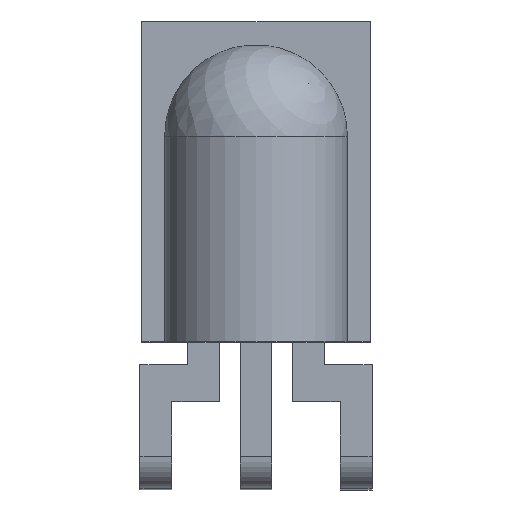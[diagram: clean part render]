
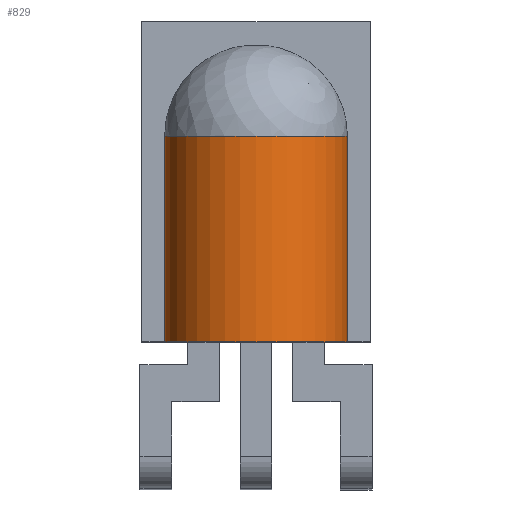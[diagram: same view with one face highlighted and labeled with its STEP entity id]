
A CAD part, top view. The second image highlights one B-rep face of the part: STEP entity #829.
In plain terms, the highlighted cylindrical face has radius 2 mm (diameter 4 mm), a partial arc.
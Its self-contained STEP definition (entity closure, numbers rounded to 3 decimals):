
#92=FACE_OUTER_BOUND('',#135,.T.);
#135=EDGE_LOOP('',(#741,#742,#743,#744));
#235=LINE('',#1353,#334);
#236=LINE('',#1356,#335);
#334=VECTOR('',#1112,1000.);
#335=VECTOR('',#1115,1000.);
#356=CIRCLE('',#892,2.);
#357=CIRCLE('',#903,2.);
#421=VERTEX_POINT('',#1309);
#424=VERTEX_POINT('',#1314);
#433=VERTEX_POINT('',#1352);
#434=VERTEX_POINT('',#1354);
#526=EDGE_CURVE('',#424,#421,#356,.T.);
#544=EDGE_CURVE('',#424,#433,#235,.T.);
#545=EDGE_CURVE('',#434,#433,#357,.T.);
#546=EDGE_CURVE('',#434,#421,#236,.T.);
#741=ORIENTED_EDGE('',*,*,#526,.F.);
#742=ORIENTED_EDGE('',*,*,#544,.T.);
#743=ORIENTED_EDGE('',*,*,#545,.F.);
#744=ORIENTED_EDGE('',*,*,#546,.T.);
#790=CYLINDRICAL_SURFACE('',#902,2.);
#829=ADVANCED_FACE('',(#92),#790,.T.);
#892=AXIS2_PLACEMENT_3D('',#1316,#1073,#1074);
#902=AXIS2_PLACEMENT_3D('',#1351,#1110,#1111);
#903=AXIS2_PLACEMENT_3D('',#1355,#1113,#1114);
#1073=DIRECTION('center_axis',(0.,1.,0.));
#1074=DIRECTION('ref_axis',(0.,0.,1.));
#1110=DIRECTION('center_axis',(0.,-1.,0.));
#1111=DIRECTION('ref_axis',(1.,0.,0.));
#1112=DIRECTION('',(0.,-1.,0.));
#1113=DIRECTION('center_axis',(0.,-1.,0.));
#1114=DIRECTION('ref_axis',(0.,0.,-1.));
#1115=DIRECTION('',(0.,1.,0.));
#1309=CARTESIAN_POINT('',(4.5,4.5,0.));
#1314=CARTESIAN_POINT('',(0.5,4.5,0.));
#1316=CARTESIAN_POINT('Origin',(2.5,4.5,0.));
#1351=CARTESIAN_POINT('Origin',(2.5,4.5,0.));
#1352=CARTESIAN_POINT('',(0.5,0.,0.));
#1353=CARTESIAN_POINT('',(0.5,4.5,0.));
#1354=CARTESIAN_POINT('',(4.5,0.,0.));
#1355=CARTESIAN_POINT('Origin',(2.5,0.,0.));
#1356=CARTESIAN_POINT('',(4.5,4.5,0.));
